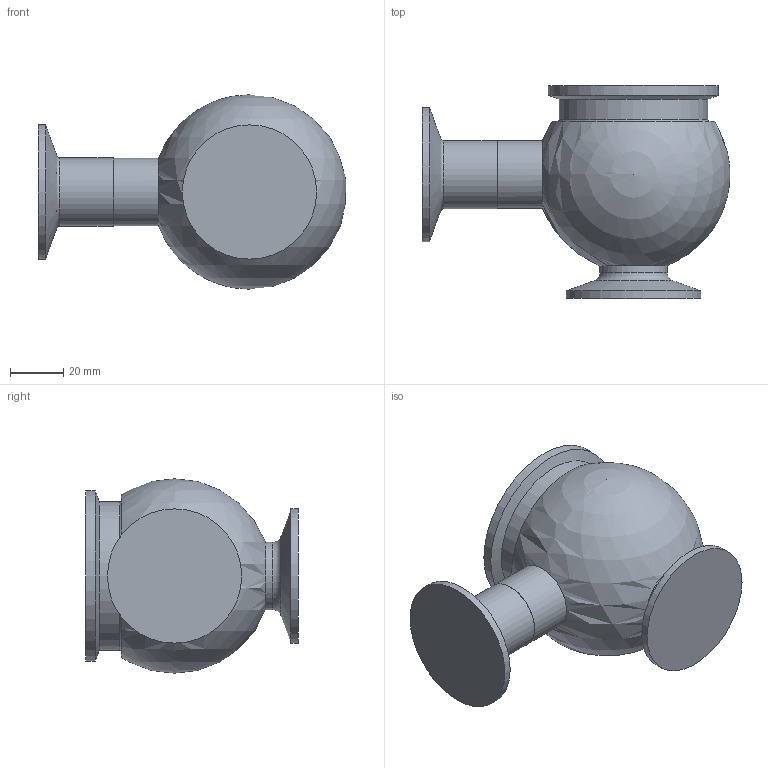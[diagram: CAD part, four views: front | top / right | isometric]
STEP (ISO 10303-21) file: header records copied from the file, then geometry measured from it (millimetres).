
FILE_DESCRIPTION(/* description */ (''),/* implementation_level */ '2;1');
FILE_NAME(/* name */ '111709.stp',/* time_stamp */ '2021-08-18T14:35:42+05:00',/* author */ ('H7M44K'),/* organization */ (''),/* preprocessor_version */ 'ST-DEVELOPER v18.1',/* originating_system */ 'Autodesk Inventor 2020',/* authorisation */ '');
FILE_SCHEMA (('AUTOMOTIVE_DESIGN { 1 0 10303 214 3 1 1 }'));
Length unit declared in the file: inch
Products named in the file (1): 111709
Bounding box: 115.61 x 79.88 x 73 mm (x, y, z)
Volume: 255725.8 mm3; surface area: 29962.9 mm2
Topology: 1 solids, 1 shells, 19 faces, 52 edges, 37 vertices
Faces by surface type: cylinder 7, plane 5, torus 3, cone 3, sphere 1
Full cylindrical faces by diameter (mm): 25.4 x2, 25.527 x1, 50.394 x2, 55.677 x1, 63.881 x1
Entity records: 675 total; most frequent: DIRECTION 130, CARTESIAN_POINT 107, ORIENTED_EDGE 100, AXIS2_PLACEMENT_3D 60, EDGE_CURVE 50, CIRCLE 40, VERTEX_POINT 37, EDGE_LOOP 23
